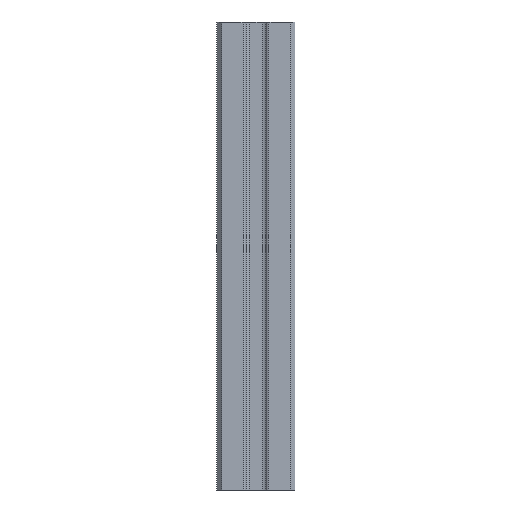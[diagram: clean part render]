
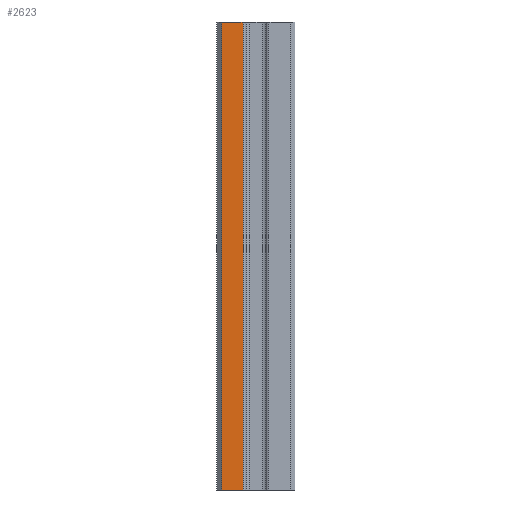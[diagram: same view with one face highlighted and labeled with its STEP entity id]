
A CAD part, left-side view. The second image highlights one B-rep face of the part: STEP entity #2623.
In plain terms, the highlighted planar face has unit normal (-1, 0, 0).
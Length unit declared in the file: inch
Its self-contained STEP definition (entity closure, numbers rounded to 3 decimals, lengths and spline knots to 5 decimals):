
#25 = VERTEX_POINT ( 'NONE', #1227 ) ;
#32 = PLANE ( 'NONE',  #2557 ) ;
#98 = EDGE_CURVE ( 'NONE', #25, #590, #1941, .T. ) ;
#145 = CARTESIAN_POINT ( 'NONE',  ( -0.5, 0.16623, 3. ) ) ;
#246 = FACE_OUTER_BOUND ( 'NONE', #488, .T. ) ;
#318 = ORIENTED_EDGE ( 'NONE', *, *, #2315, .F. ) ;
#488 = EDGE_LOOP ( 'NONE', ( #318, #2185, #2689, #1272 ) ) ;
#506 = DIRECTION ( 'NONE',  ( 0., 0., 1. ) ) ;
#552 = LINE ( 'NONE', #764, #1896 ) ;
#590 = VERTEX_POINT ( 'NONE', #145 ) ;
#655 = CARTESIAN_POINT ( 'NONE',  ( -0.5, 0., 3. ) ) ;
#665 = CARTESIAN_POINT ( 'NONE',  ( -0.5, 0.44094, 3. ) ) ;
#764 = CARTESIAN_POINT ( 'NONE',  ( -0.5, 0.44094, 3. ) ) ;
#925 = EDGE_CURVE ( 'NONE', #2387, #2424, #552, .T. ) ;
#1109 = CARTESIAN_POINT ( 'NONE',  ( -0.5, 0.16623, 3. ) ) ;
#1162 = VECTOR ( 'NONE', #2548, 39.37008 ) ;
#1227 = CARTESIAN_POINT ( 'NONE',  ( -0.5, 0.16623, -3. ) ) ;
#1272 = ORIENTED_EDGE ( 'NONE', *, *, #925, .T. ) ;
#1346 = EDGE_CURVE ( 'NONE', #590, #2387, #2511, .T. ) ;
#1500 = LINE ( 'NONE', #1692, #1162 ) ;
#1692 = CARTESIAN_POINT ( 'NONE',  ( -0.5, 0., -3. ) ) ;
#1773 = CARTESIAN_POINT ( 'NONE',  ( -0.5, 0.44094, -3. ) ) ;
#1896 = VECTOR ( 'NONE', #2688, 39.37008 ) ;
#1941 = LINE ( 'NONE', #1109, #2622 ) ;
#2185 = ORIENTED_EDGE ( 'NONE', *, *, #98, .T. ) ;
#2315 = EDGE_CURVE ( 'NONE', #25, #2424, #1500, .T. ) ;
#2346 = DIRECTION ( 'NONE',  ( 0., 1., 0. ) ) ;
#2387 = VERTEX_POINT ( 'NONE', #665 ) ;
#2407 = DIRECTION ( 'NONE',  ( -1., 0., 0. ) ) ;
#2419 = CARTESIAN_POINT ( 'NONE',  ( -0.5, 0., 3. ) ) ;
#2424 = VERTEX_POINT ( 'NONE', #1773 ) ;
#2433 = VECTOR ( 'NONE', #2346, 39.37008 ) ;
#2511 = LINE ( 'NONE', #655, #2433 ) ;
#2548 = DIRECTION ( 'NONE',  ( 0., 1., 0. ) ) ;
#2557 = AXIS2_PLACEMENT_3D ( 'NONE', #2419, #2407, #506 ) ;
#2561 = DIRECTION ( 'NONE',  ( 0., 0., 1. ) ) ;
#2622 = VECTOR ( 'NONE', #2561, 39.37008 ) ;
#2623 = ADVANCED_FACE ( 'NONE', ( #246 ), #32, .T. ) ;
#2688 = DIRECTION ( 'NONE',  ( 0., 0., -1. ) ) ;
#2689 = ORIENTED_EDGE ( 'NONE', *, *, #1346, .T. ) ;
